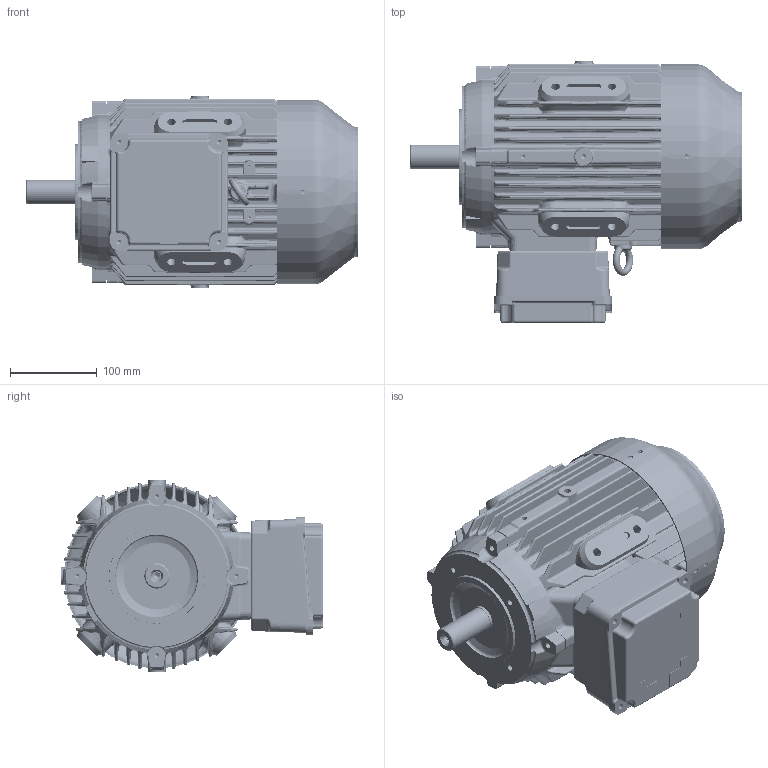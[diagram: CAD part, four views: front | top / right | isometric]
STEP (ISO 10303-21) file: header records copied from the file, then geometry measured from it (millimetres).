
FILE_DESCRIPTION( ( 'Unknown' ), '1' );
FILE_NAME( 'WP-DF112M B14.stp', 'Unknown', ( 'Unknown' ), ( 'Unknown' ), 'PSStep 17.0.49', 'Unknown', ' ' );
FILE_SCHEMA( ( 'AUTOMOTIVE_DESIGN { 1 0 10303 214 1 1 1 1 }' ) );
Length unit declared in the file: millimetre
Products named in the file (1): y12yh002
Bounding box: 382 x 301.98 x 221 mm (x, y, z)
Volume: 3208442.8 mm3; surface area: 972735.9 mm2
Topology: 1 solids, 5 shells, 4327 faces, 10984 edges, 6651 vertices
Faces by surface type: bspline 1396, cylinder 1193, plane 1060, cone 327, torus 236, sphere 115
Full cylindrical faces by diameter (mm): 0.1 x1, 2.459 x2, 3.2 x2, 4 x3, 4.5 x4, 5 x16, 5.188 x5, 6 x30, 6.5 x4, 6.8 x1, 6.985 x4, 7 x16, 7.794 x2, 8 x14, 8.5 x2, 10 x10, 10.5 x1, 20 x1, 24.5 x1, 25 x1, 25.2 x1, 28 x1, 29.5 x1, 29.9 x1, 30 x3, 33.02 x5, 33.9 x1, 34.05 x6, 37 x1, 40.3 x1
Entity records: 339757 total; most frequent: CARTESIAN_POINT 211958, ORIENTED_EDGE 20938, DIRECTION 17149, EDGE_CURVE 10469, AXIS2_PLACEMENT_3D 6888, VERTEX_POINT 6555, EDGE_LOOP 4976, FACE_OUTER_BOUND 4507
